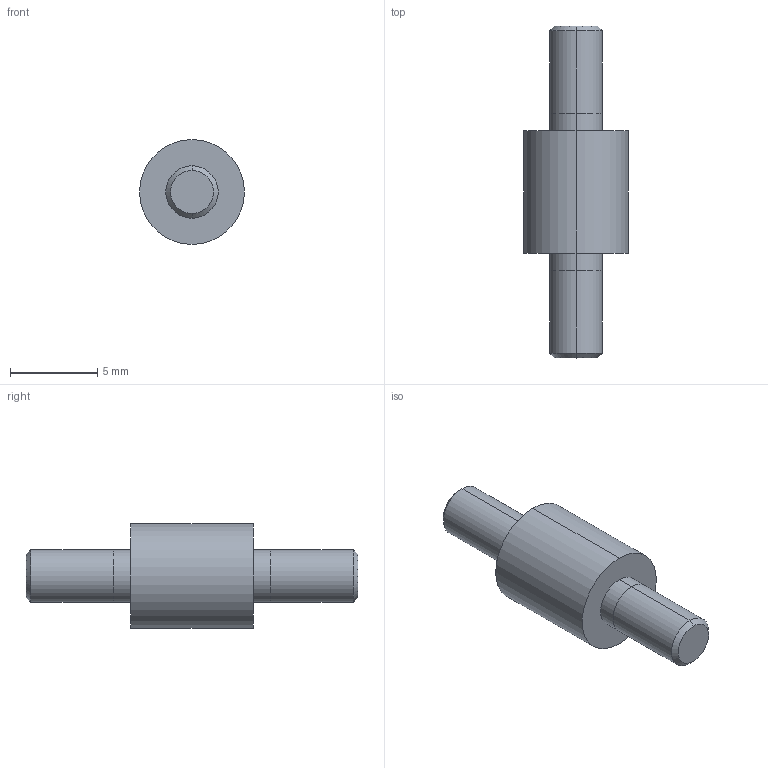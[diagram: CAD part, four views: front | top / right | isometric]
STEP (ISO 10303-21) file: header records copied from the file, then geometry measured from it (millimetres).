
FILE_DESCRIPTION(/* description */ ('VariCAD 2021-1.01 AP-203'),/* implementation_level */ '2;1');
FILE_NAME(/* name */ 'M3_D6x7mm_Vibrationsdaempfer_|_vibration-damper.stp',/* time_stamp */ '2021-01-17T22:22:56+01:00',/* author */ (''),/* organization */ (''),/* preprocessor_version */ 'VariCAD 2021-1.01',/* originating_system */ 'VariCAD 2021-1.01; kernel version (20180118)',/* authorisation */ '');
FILE_SCHEMA(('CONFIG_CONTROL_DESIGN'));
Length unit declared in the file: millimetre
Products named in the file (2): M3_D6x7mm_Vibrationsdaempfer_|_vibration-damper; Gewindepuffer
Assembly tree (1 placements, depth 2):
  M3_D6x7mm_Vibrationsdaempfer_|_vibration-damper
    Gewindepuffer
Bounding box: 6 x 19 x 6 mm (x, y, z)
Volume: 282.1 mm3; surface area: 298.4 mm2
Topology: 1 solids, 1 shells, 18 faces, 34 edges, 20 vertices
Faces by surface type: cylinder 10, plane 4, cone 4
Entity records: 554 total; most frequent: DIRECTION 98, CARTESIAN_POINT 76, ORIENTED_EDGE 68, AXIS2_PLACEMENT_3D 42, EDGE_CURVE 34, EDGE_LOOP 20, CIRCLE 20, VERTEX_POINT 20
